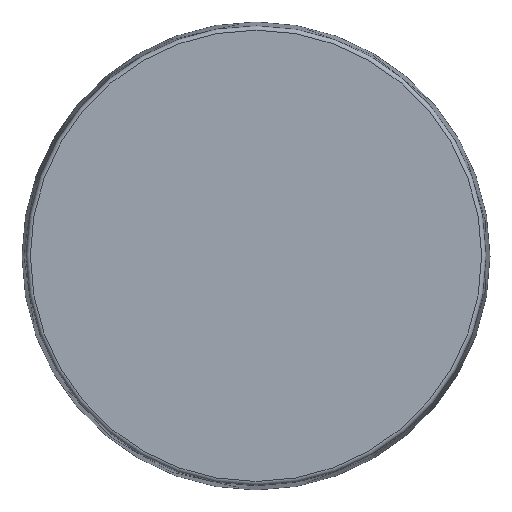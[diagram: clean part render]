
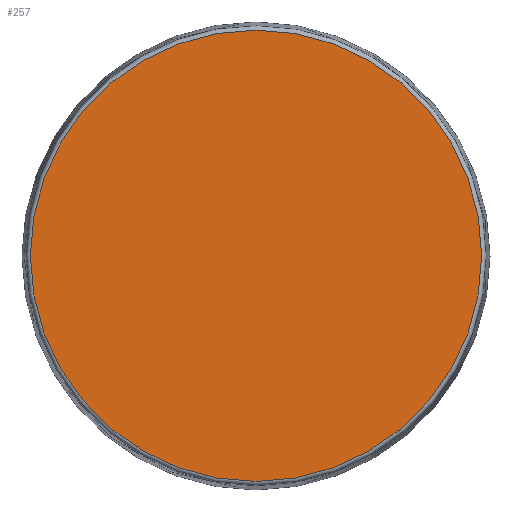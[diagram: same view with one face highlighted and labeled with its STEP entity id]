
A CAD part, top view. The second image highlights one B-rep face of the part: STEP entity #257.
In plain terms, the highlighted planar face has unit normal (0, 0, 1).
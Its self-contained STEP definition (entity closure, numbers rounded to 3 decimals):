
#33=PLANE('',#311);
#52=FACE_OUTER_BOUND('',#76,.T.);
#76=EDGE_LOOP('',(#221));
#120=CIRCLE('',#310,53.038);
#140=VERTEX_POINT('',#470);
#169=EDGE_CURVE('',#140,#140,#120,.T.);
#221=ORIENTED_EDGE('',*,*,#169,.F.);
#257=ADVANCED_FACE('',(#52),#33,.F.);
#310=AXIS2_PLACEMENT_3D('',#472,#397,#398);
#311=AXIS2_PLACEMENT_3D('',#473,#399,#400);
#397=DIRECTION('center_axis',(0.,0.,-1.));
#398=DIRECTION('ref_axis',(-1.,0.,0.));
#399=DIRECTION('center_axis',(0.,0.,-1.));
#400=DIRECTION('ref_axis',(-1.,0.,0.));
#470=CARTESIAN_POINT('',(53.038,0.,26.));
#472=CARTESIAN_POINT('Origin',(0.,0.,26.));
#473=CARTESIAN_POINT('Origin',(0.,0.,26.));
